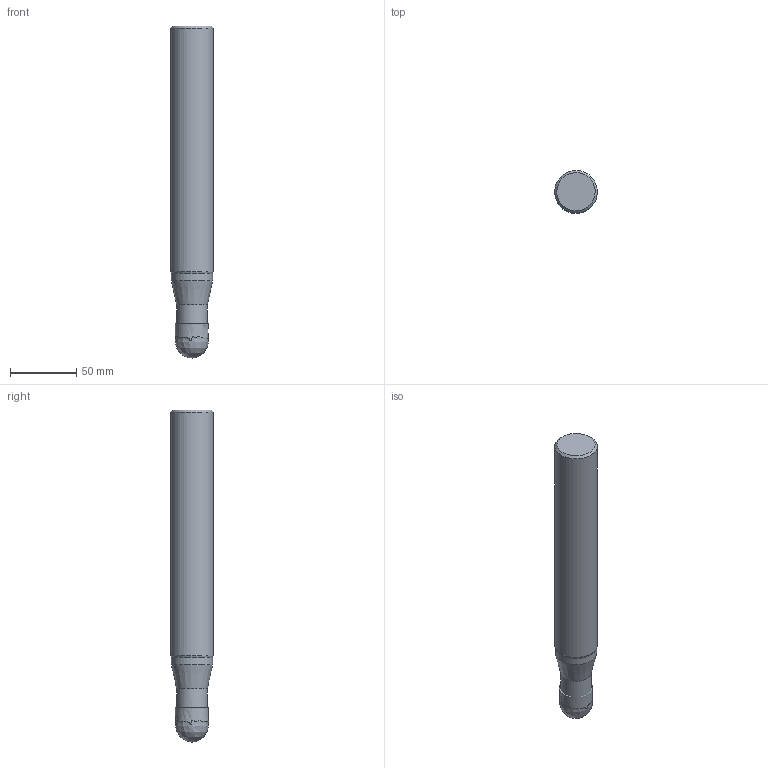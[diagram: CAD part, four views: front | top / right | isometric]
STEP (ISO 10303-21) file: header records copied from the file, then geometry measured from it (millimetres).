
FILE_DESCRIPTION(/* description */ (''),/* implementation_level */ '2;1');
FILE_NAME(/* name */ '1580386375497.stp',/* time_stamp */ '2020-01-30T17:43:05+05:00',/* author */ (''),/* organization */ ('SMS'),/* preprocessor_version */ 'ST-DEVELOPER v16.7',/* originating_system */ 'SIEMENS PLM Software NX 12.0',/* authorisation */ '');
FILE_SCHEMA (('AUTOMOTIVE_DESIGN { 1 0 10303 214 3 1 1 1 }'));
Length unit declared in the file: millimetre
Products named in the file (4): 202036965mod000_00; 202826199mod000_00; ASSEMBLY_CONSTRUCTION; 202826198mod000_00
Assembly tree (3 placements, depth 2):
  202826198mod000_00
    ASSEMBLY_CONSTRUCTION
    202826199mod000_00
    202036965mod000_00
Bounding box: 32.09 x 32.09 x 250 mm (x, y, z)
Volume: 188934.5 mm3; surface area: 27236.7 mm2
Topology: 2 solids, 2 shells, 17 faces, 36 edges, 31 vertices
Faces by surface type: cone 6, cylinder 3, sphere 3, bspline 2, plane 2, torus 1
Full cylindrical faces by diameter (mm): 23.2 x1, 31 x1, 32.125 x1
Entity records: 5691 total; most frequent: CARTESIAN_POINT 5196, DIRECTION 84, AXIS2_PLACEMENT_3D 42, EDGE_LOOP 32, ORIENTED_EDGE 32, FACE_BOUND 30, STYLED_ITEM 22, PRESENTATION_STYLE_ASSIGNMENT 22
